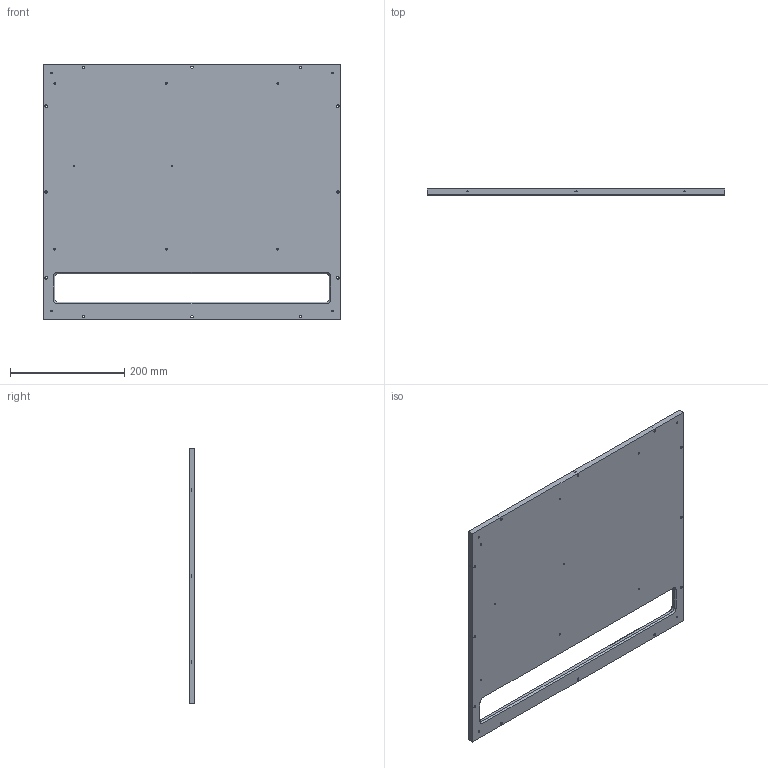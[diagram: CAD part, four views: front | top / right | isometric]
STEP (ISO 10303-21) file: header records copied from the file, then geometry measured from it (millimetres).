
FILE_DESCRIPTION (( 'STEP AP214' ), '1' );
FILE_NAME ('Housing_bottom.STEP', '2020-09-11T08:17:48', ( '' ), ( '' ), 'SwSTEP 2.0', 'SolidWorks 2019', '' );
FILE_SCHEMA (( 'AUTOMOTIVE_DESIGN' ));
Length unit declared in the file: millimetre
Products named in the file (1): Housing_bottom
Bounding box: 520 x 10 x 446 mm (x, y, z)
Volume: 2068190.9 mm3; surface area: 445548.1 mm2
Topology: 1 solids, 1 shells, 132 faces, 320 edges, 208 vertices
Faces by surface type: cylinder 88, plane 36, cone 8
Entity records: 4206 total; most frequent: DIRECTION 770, CARTESIAN_POINT 661, ORIENTED_EDGE 640, EDGE_CURVE 320, AXIS2_PLACEMENT_3D 317, VERTEX_POINT 208, EDGE_LOOP 200, CIRCLE 184
